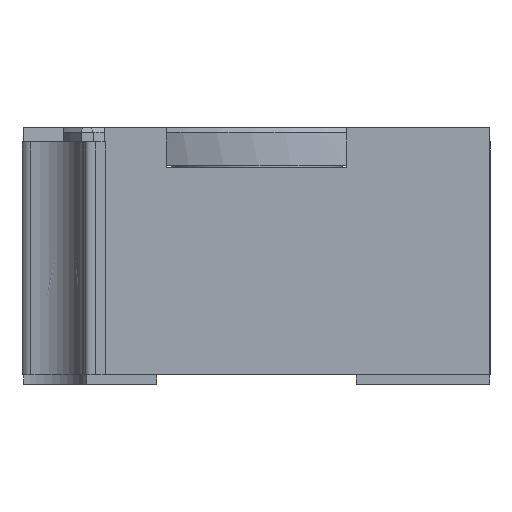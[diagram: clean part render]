
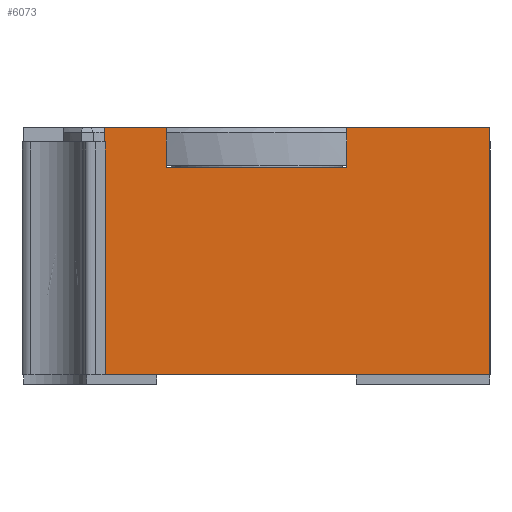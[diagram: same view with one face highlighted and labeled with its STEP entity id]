
A CAD part, front view. The second image highlights one B-rep face of the part: STEP entity #6073.
In plain terms, the highlighted free-form (B-spline) face has degree [1, 1] with [2, 2] control points.
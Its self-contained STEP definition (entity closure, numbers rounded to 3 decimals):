
#4985=CARTESIAN_POINT('',(2.45,-2.45,0.));
#4986=VERTEX_POINT('',#4985);
#5009=CARTESIAN_POINT('',(0.95,-2.45,0.));
#5010=VERTEX_POINT('',#5009);
#5016=CARTESIAN_POINT('',(0.95,-2.45,0.));
#5017=CARTESIAN_POINT('',(2.45,-2.45,0.));
#5018=B_SPLINE_CURVE_WITH_KNOTS('',1,(#5016,#5017),.POLYLINE_FORM.,.F.,.U.,(2,2),(0.694,1.),.UNSPECIFIED.);
#5019=EDGE_CURVE('',#5010,#4986,#5018,.T.);
#5082=CARTESIAN_POINT('',(-0.95,-2.45,0.));
#5083=VERTEX_POINT('',#5082);
#5084=CARTESIAN_POINT('',(-0.95,-2.45,-0.42));
#5085=VERTEX_POINT('',#5084);
#5086=CARTESIAN_POINT('',(-0.95,-2.45,0.));
#5087=CARTESIAN_POINT('',(-0.95,-2.45,-0.42));
#5088=B_SPLINE_CURVE_WITH_KNOTS('',1,(#5086,#5087),.POLYLINE_FORM.,.F.,.U.,(2,2),(0.639,0.706),.UNSPECIFIED.);
#5089=EDGE_CURVE('',#5083,#5085,#5088,.T.);
#5126=CARTESIAN_POINT('',(0.95,-2.45,-0.42));
#5127=VERTEX_POINT('',#5126);
#5133=CARTESIAN_POINT('',(0.95,-2.45,-0.42));
#5134=CARTESIAN_POINT('',(0.95,-2.45,0.));
#5135=B_SPLINE_CURVE_WITH_KNOTS('',1,(#5133,#5134),.POLYLINE_FORM.,.F.,.U.,(2,2),(0.294,0.361),.UNSPECIFIED.);
#5136=EDGE_CURVE('',#5127,#5010,#5135,.T.);
#5202=CARTESIAN_POINT('',(-0.95,-2.45,-0.42));
#5203=CARTESIAN_POINT('',(0.95,-2.45,-0.42));
#5204=B_SPLINE_CURVE_WITH_KNOTS('',1,(#5202,#5203),.POLYLINE_FORM.,.F.,.U.,(2,2),(0.351,0.649),.UNSPECIFIED.);
#5205=EDGE_CURVE('',#5085,#5127,#5204,.T.);
#5482=CARTESIAN_POINT('',(-1.601,-2.45,0.));
#5483=VERTEX_POINT('',#5482);
#5491=CARTESIAN_POINT('',(-1.601,-2.45,0.));
#5492=CARTESIAN_POINT('',(-0.95,-2.45,0.));
#5493=B_SPLINE_CURVE_WITH_KNOTS('',1,(#5491,#5492),.POLYLINE_FORM.,.F.,.U.,(2,2),(0.173,0.306),.UNSPECIFIED.);
#5494=EDGE_CURVE('',#5483,#5083,#5493,.T.);
#5685=CARTESIAN_POINT('',(-1.601,-2.45,-0.3));
#5686=VERTEX_POINT('',#5685);
#5687=CARTESIAN_POINT('',(-1.601,-2.45,-0.3));
#5688=CARTESIAN_POINT('',(-1.601,-2.45,0.));
#5689=B_SPLINE_CURVE_WITH_KNOTS('',1,(#5687,#5688),.POLYLINE_FORM.,.F.,.U.,(2,2),(0.32,0.372),.UNSPECIFIED.);
#5690=EDGE_CURVE('',#5686,#5483,#5689,.T.);
#6016=CARTESIAN_POINT('',(-1.696,-2.45,-2.6));
#6017=VERTEX_POINT('',#6016);
#6024=CARTESIAN_POINT('',(2.45,-2.45,-2.6));
#6025=VERTEX_POINT('',#6024);
#6026=CARTESIAN_POINT('',(-1.696,-2.45,-2.6));
#6027=CARTESIAN_POINT('',(2.45,-2.45,-2.6));
#6028=B_SPLINE_CURVE_WITH_KNOTS('',1,(#6026,#6027),.POLYLINE_FORM.,.F.,.U.,(2,2),(0.154,1.),.UNSPECIFIED.);
#6029=EDGE_CURVE('',#6017,#6025,#6028,.T.);
#6042=CARTESIAN_POINT('',(-2.45,-2.45,0.));
#6043=CARTESIAN_POINT('',(-2.45,-2.45,-2.6));
#6044=CARTESIAN_POINT('',(2.45,-2.45,0.));
#6045=CARTESIAN_POINT('',(2.45,-2.45,-2.6));
#6046=B_SPLINE_SURFACE_WITH_KNOTS('',1,1,((#6042,#6043),(#6044,#6045)),.PLANE_SURF.,.F.,.F.,.U.,(2,2),(2,2),(0.,1.),(0.,1.),.UNSPECIFIED.);
#6047=CARTESIAN_POINT('',(-1.696,-2.45,-0.347));
#6048=VERTEX_POINT('',#6047);
#6049=CARTESIAN_POINT('',(-1.696,-2.45,-2.6));
#6050=CARTESIAN_POINT('',(-1.696,-2.45,-0.347));
#6051=B_SPLINE_CURVE_WITH_KNOTS('',1,(#6049,#6050),.POLYLINE_FORM.,.F.,.U.,(2,2),(0.,0.867),.UNSPECIFIED.);
#6052=EDGE_CURVE('',#6017,#6048,#6051,.T.);
#6053=ORIENTED_EDGE('',*,*,#6052,.T.);
#6054=CARTESIAN_POINT('',(-1.696,-2.45,-0.347));
#6055=CARTESIAN_POINT('',(-1.601,-2.45,-0.3));
#6056=B_SPLINE_CURVE_WITH_KNOTS('',1,(#6054,#6055),.POLYLINE_FORM.,.F.,.U.,(2,2),(0.863,0.882),.UNSPECIFIED.);
#6057=EDGE_CURVE('',#6048,#5686,#6056,.T.);
#6058=ORIENTED_EDGE('',*,*,#6057,.T.);
#6059=ORIENTED_EDGE('',*,*,#5690,.T.);
#6060=ORIENTED_EDGE('',*,*,#5494,.T.);
#6061=ORIENTED_EDGE('',*,*,#5089,.T.);
#6062=ORIENTED_EDGE('',*,*,#5205,.T.);
#6063=ORIENTED_EDGE('',*,*,#5136,.T.);
#6064=ORIENTED_EDGE('',*,*,#5019,.T.);
#6065=CARTESIAN_POINT('',(2.45,-2.45,0.));
#6066=CARTESIAN_POINT('',(2.45,-2.45,-2.6));
#6067=B_SPLINE_CURVE_WITH_KNOTS('',1,(#6065,#6066),.POLYLINE_FORM.,.F.,.U.,(2,2),(0.,1.),.UNSPECIFIED.);
#6068=EDGE_CURVE('',#4986,#6025,#6067,.T.);
#6069=ORIENTED_EDGE('',*,*,#6068,.T.);
#6070=ORIENTED_EDGE('',*,*,#6029,.F.);
#6071=EDGE_LOOP('',(#6053,#6058,#6059,#6060,#6061,#6062,#6063,#6064,#6069,#6070));
#6072=FACE_OUTER_BOUND('',#6071,.F.);
#6073=ADVANCED_FACE('',(#6072),#6046,.F.);
